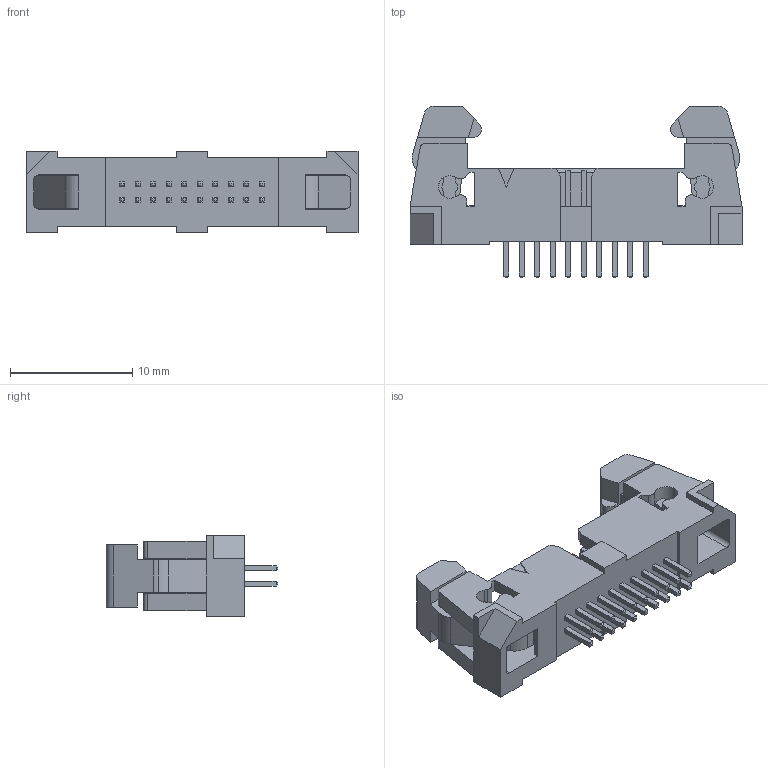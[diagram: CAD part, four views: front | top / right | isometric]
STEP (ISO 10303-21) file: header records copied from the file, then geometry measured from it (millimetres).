
FILE_DESCRIPTION (( 'STEP AP214' ), '1' );
FILE_NAME ('Samtec-EHF-10-01-L-D.step', '2014-07-24T09:10:06', ( 'Windows User' ), ( '' ), 'SwSTEP 2.0', 'SolidWorks 2014', '' );
FILE_SCHEMA (( 'AUTOMOTIVE_DESIGN' ));
Length unit declared in the file: inch
Products named in the file (1): Samtec-EHF-10-01-L-D
Bounding box: 27.18 x 14.02 x 6.67 mm (x, y, z)
Volume: 829.2 mm3; surface area: 1588.7 mm2
Topology: 1 solids, 1 shells, 575 faces, 1511 edges, 948 vertices
Faces by surface type: plane 524, cylinder 51
Entity records: 20142 total; most frequent: CARTESIAN_POINT 3035, ORIENTED_EDGE 3022, DIRECTION 2789, EDGE_CURVE 1511, LINE 1385, VECTOR 1385, VERTEX_POINT 948, AXIS2_PLACEMENT_3D 702
